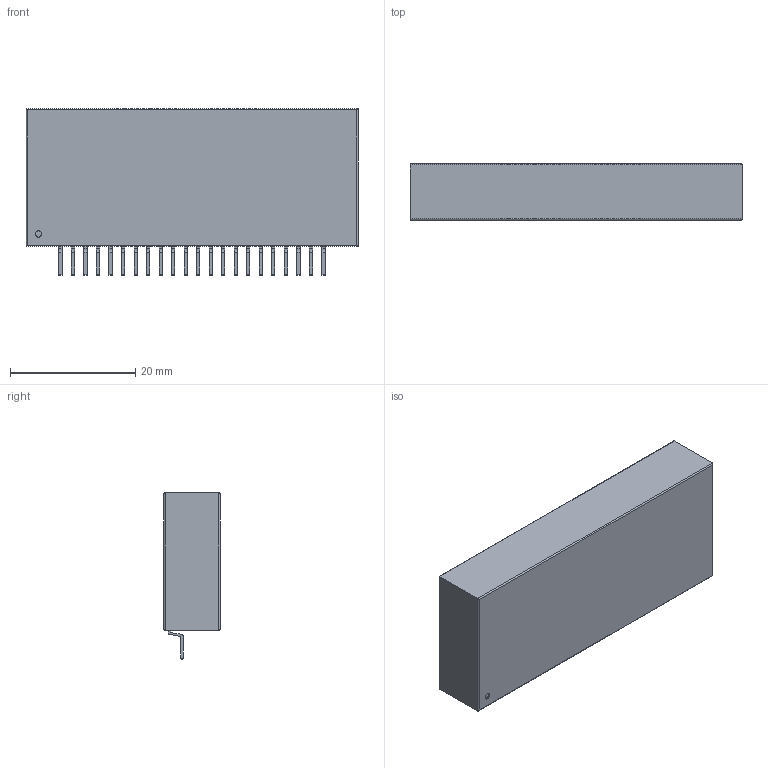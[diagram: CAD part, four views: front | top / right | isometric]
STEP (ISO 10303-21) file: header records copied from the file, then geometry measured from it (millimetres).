
FILE_DESCRIPTION(/* description */ ('model of STK672-040-E'),/* implementation_level */ '2;1');
FILE_NAME(/* name */ 'STK672-040-E.step',/* time_stamp */ '2020-01-11T11:12:55',/* author */ ('kicad StepUp','ksu'),/* organization */ ('FreeCAD'),/* preprocessor_version */ 'OCC',/* originating_system */ 'kicad StepUp',/* authorisation */ '');
FILE_SCHEMA(('AUTOMOTIVE_DESIGN { 1 0 10303 214 1 1 1 1 }'));
Length unit declared in the file: millimetre
Products named in the file (1): STK672-040-E
Bounding box: 53 x 9 x 26.6 mm (x, y, z)
Volume: 10517.3 mm3; surface area: 3895 mm2
Topology: 1 solids, 1 shells, 324 faces, 889 edges, 590 vertices
Faces by surface type: plane 205, cylinder 119
Full cylindrical faces by diameter (mm): 1 x1
Entity records: 12560 total; most frequent: CARTESIAN_POINT 1804, ORIENTED_EDGE 1778, DIRECTION 1769, EDGE_CURVE 889, LINE 659, VECTOR 659, VERTEX_POINT 590, AXIS2_PLACEMENT_3D 555
